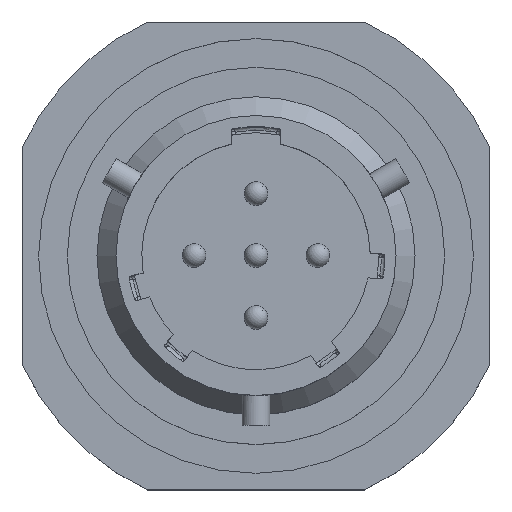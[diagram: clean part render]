
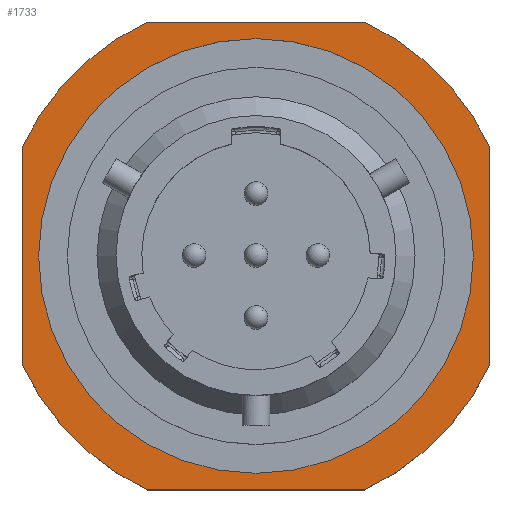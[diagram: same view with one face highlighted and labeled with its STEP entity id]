
A CAD part, top view. The second image highlights one B-rep face of the part: STEP entity #1733.
In plain terms, the highlighted planar face has unit normal (0, 0, 1).
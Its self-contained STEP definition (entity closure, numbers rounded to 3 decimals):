
#67=LINE($,#2723,#163);
#71=LINE($,#2732,#167);
#75=LINE($,#2741,#171);
#78=LINE($,#2761,#174);
#163=VECTOR($,#2218,14.729);
#167=VECTOR($,#2224,14.729);
#171=VECTOR($,#2230,14.729);
#174=VECTOR($,#2255,14.729);
#303=PLANE($,#1925);
#347=FACE_BOUND($,#617,.T.);
#464=FACE_OUTER_BOUND($,#616,.T.);
#616=EDGE_LOOP($,(#1288,#1289,#1290,#1291,#1292,#1293,#1294,#1295));
#617=EDGE_LOOP($,(#1296));
#743=CIRCLE($,#1924,14.75);
#744=CIRCLE($,#1926,17.5);
#745=CIRCLE($,#1927,17.5);
#746=CIRCLE($,#1928,17.5);
#747=CIRCLE($,#1929,17.5);
#844=VERTEX_POINT($,#2719);
#846=VERTEX_POINT($,#2722);
#848=VERTEX_POINT($,#2728);
#850=VERTEX_POINT($,#2731);
#852=VERTEX_POINT($,#2737);
#854=VERTEX_POINT($,#2740);
#858=VERTEX_POINT($,#2752);
#859=VERTEX_POINT($,#2755);
#860=VERTEX_POINT($,#2759);
#1007=EDGE_CURVE($,#844,#846,#67,.T.);
#1011=EDGE_CURVE($,#848,#850,#71,.T.);
#1015=EDGE_CURVE($,#852,#854,#75,.T.);
#1020=EDGE_CURVE($,#858,#858,#743,.T.);
#1021=EDGE_CURVE($,#859,#846,#744,.T.);
#1022=EDGE_CURVE($,#844,#850,#745,.T.);
#1023=EDGE_CURVE($,#854,#848,#746,.T.);
#1024=EDGE_CURVE($,#860,#852,#747,.T.);
#1025=EDGE_CURVE($,#859,#860,#78,.T.);
#1288=ORIENTED_EDGE($,*,*,#1021,.T.);
#1289=ORIENTED_EDGE($,*,*,#1007,.F.);
#1290=ORIENTED_EDGE($,*,*,#1022,.T.);
#1291=ORIENTED_EDGE($,*,*,#1011,.F.);
#1292=ORIENTED_EDGE($,*,*,#1023,.F.);
#1293=ORIENTED_EDGE($,*,*,#1015,.F.);
#1294=ORIENTED_EDGE($,*,*,#1024,.F.);
#1295=ORIENTED_EDGE($,*,*,#1025,.F.);
#1296=ORIENTED_EDGE($,*,*,#1020,.F.);
#1733=ADVANCED_FACE($,(#464,#347),#303,.F.);
#1924=AXIS2_PLACEMENT_3D($,#2753,#2243,#2244);
#1925=AXIS2_PLACEMENT_3D($,#2754,#2245,#2246);
#1926=AXIS2_PLACEMENT_3D($,#2756,#2247,#2248);
#1927=AXIS2_PLACEMENT_3D($,#2757,#2249,#2250);
#1928=AXIS2_PLACEMENT_3D($,#2758,#2251,#2252);
#1929=AXIS2_PLACEMENT_3D($,#2760,#2253,#2254);
#2218=DIRECTION($,(0.,1.,0.));
#2224=DIRECTION($,(-1.,0.,0.));
#2230=DIRECTION($,(0.,-1.,0.));
#2243=DIRECTION('center_axis',(0.,0.,1.));
#2244=DIRECTION('ref_axis',(0.,1.,0.));
#2245=DIRECTION('center_axis',(0.,0.,-1.));
#2246=DIRECTION('ref_axis',(-1.,0.,0.));
#2247=DIRECTION('center_axis',(0.,0.,1.));
#2248=DIRECTION('ref_axis',(-0.421,0.907,0.));
#2249=DIRECTION('center_axis',(0.,0.,1.));
#2250=DIRECTION('ref_axis',(-0.907,-0.421,0.));
#2251=DIRECTION('center_axis',(0.,0.,-1.));
#2252=DIRECTION('ref_axis',(0.907,-0.421,0.));
#2253=DIRECTION('center_axis',(0.,0.,-1.));
#2254=DIRECTION('ref_axis',(0.421,0.907,0.));
#2255=DIRECTION($,(1.,0.,0.));
#2719=CARTESIAN_POINT('',(-15.875,-7.364,13.42));
#2722=CARTESIAN_POINT('',(-15.875,7.364,13.42));
#2723=CARTESIAN_POINT($,(-15.875,-7.364,13.42));
#2728=CARTESIAN_POINT('',(7.364,-15.875,13.42));
#2731=CARTESIAN_POINT('',(-7.364,-15.875,13.42));
#2732=CARTESIAN_POINT($,(7.364,-15.875,13.42));
#2737=CARTESIAN_POINT('',(15.875,7.364,13.42));
#2740=CARTESIAN_POINT('',(15.875,-7.364,13.42));
#2741=CARTESIAN_POINT($,(15.875,7.364,13.42));
#2752=CARTESIAN_POINT('',(0.,-14.75,13.42));
#2753=CARTESIAN_POINT('Origin',(0.,0.,13.42));
#2754=CARTESIAN_POINT('Origin',(17.463,17.463,13.42));
#2755=CARTESIAN_POINT('',(-7.364,15.875,13.42));
#2756=CARTESIAN_POINT('Origin',(0.,0.,13.42));
#2757=CARTESIAN_POINT('Origin',(0.,0.,13.42));
#2758=CARTESIAN_POINT('Origin',(0.,0.,13.42));
#2759=CARTESIAN_POINT('',(7.364,15.875,13.42));
#2760=CARTESIAN_POINT('Origin',(0.,0.,13.42));
#2761=CARTESIAN_POINT($,(-7.364,15.875,13.42));
